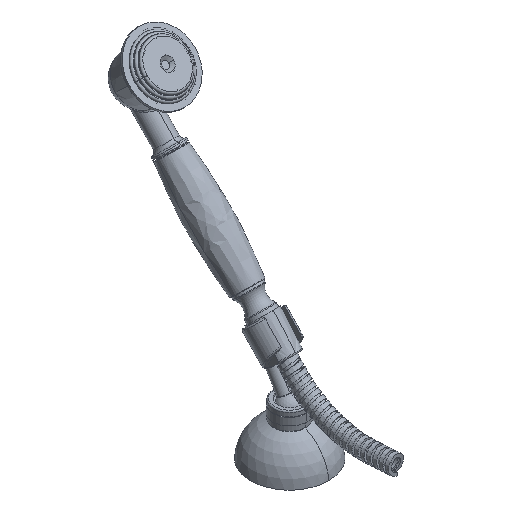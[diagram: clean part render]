
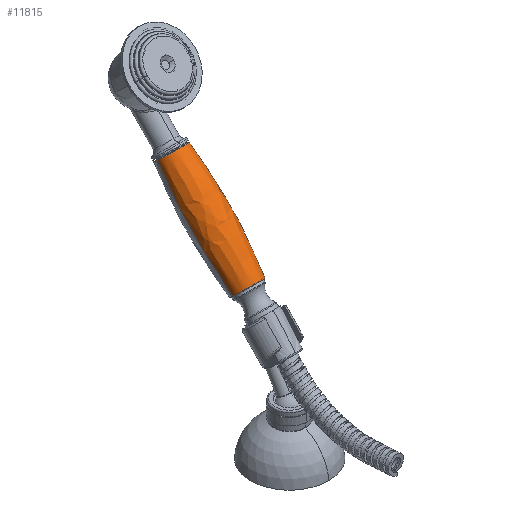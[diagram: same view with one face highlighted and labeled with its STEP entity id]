
A CAD part, isometric view. The second image highlights one B-rep face of the part: STEP entity #11815.
In plain terms, the highlighted free-form (B-spline) face has degree [3, 3] with [7, 4] control points.
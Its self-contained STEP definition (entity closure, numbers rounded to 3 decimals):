
#850=CARTESIAN_POINT('',(0.,95.088,165.983));
#851=DIRECTION('',(0.,0.688,0.725));
#852=DIRECTION('',(-1.,0.,0.));
#853=AXIS2_PLACEMENT_3D('',#850,#851,#852);
#875=CARTESIAN_POINT('',(-317.042,64.635,133.892));
#876=DIRECTION('',(0.,-0.725,0.688));
#877=DIRECTION('',(0.991,-0.092,-0.097));
#878=AXIS2_PLACEMENT_3D('',#875,#876,#877);
#880=CARTESIAN_POINT('',(317.042,64.635,133.892));
#881=DIRECTION('',(0.,0.725,-0.688));
#882=DIRECTION('',(-0.991,-0.092,-0.097));
#883=AXIS2_PLACEMENT_3D('',#880,#881,#882);
#885=CARTESIAN_POINT('',(0.,34.182,101.801));
#886=DIRECTION('',(0.,0.688,0.725));
#887=DIRECTION('',(-1.,0.,0.));
#888=AXIS2_PLACEMENT_3D('',#885,#886,#887);
#9684=CARTESIAN_POINT('',(-11.535,95.088,165.983));
#9685=CARTESIAN_POINT('',(11.535,95.088,165.983));
#9686=VERTEX_POINT('',#9684);
#9687=VERTEX_POINT('',#9685);
#9688=CARTESIAN_POINT('',(-11.535,34.182,101.801));
#9689=CARTESIAN_POINT('',(11.535,34.182,101.801));
#9690=VERTEX_POINT('',#9688);
#9691=VERTEX_POINT('',#9689);
#11779=CARTESIAN_POINT('',(11.271,96.812,166.77));
#11780=CARTESIAN_POINT('',(15.545,75.967,144.413));
#11781=CARTESIAN_POINT('',(15.545,54.721,122.025));
#11782=CARTESIAN_POINT('',(11.271,33.486,100.038));
#11783=CARTESIAN_POINT('',(11.708,91.781,171.545));
#11784=CARTESIAN_POINT('',(16.147,69.028,150.998));
#11785=CARTESIAN_POINT('',(16.147,47.782,128.61));
#11786=CARTESIAN_POINT('',(11.708,28.455,104.812));
#11787=CARTESIAN_POINT('',(6.95,88.106,175.032));
#11788=CARTESIAN_POINT('',(9.585,63.959,155.808));
#11789=CARTESIAN_POINT('',(9.585,42.714,133.419));
#11790=CARTESIAN_POINT('',(6.95,24.78,108.3));
#11791=CARTESIAN_POINT('',(0.,88.106,
175.032));
#11792=CARTESIAN_POINT('',(0.,63.959,
155.808));
#11793=CARTESIAN_POINT('',(0.,42.714,
133.419));
#11794=CARTESIAN_POINT('',(0.,24.78,
108.3));
#11795=CARTESIAN_POINT('',(-6.95,88.106,
175.032));
#11796=CARTESIAN_POINT('',(-9.585,63.959,
155.808));
#11797=CARTESIAN_POINT('',(-9.585,42.714,
133.419));
#11798=CARTESIAN_POINT('',(-6.95,24.78,
108.3));
#11799=CARTESIAN_POINT('',(-11.708,91.781,
171.545));
#11800=CARTESIAN_POINT('',(-16.147,69.028,
150.998));
#11801=CARTESIAN_POINT('',(-16.147,47.782,
128.61));
#11802=CARTESIAN_POINT('',(-11.708,28.455,
104.812));
#11803=CARTESIAN_POINT('',(-11.271,96.812,
166.77));
#11804=CARTESIAN_POINT('',(-15.545,75.967,
144.413));
#11805=CARTESIAN_POINT('',(-15.545,54.721,
122.025));
#11806=CARTESIAN_POINT('',(-11.271,33.486,
100.038));
#11807=(BOUNDED_SURFACE()B_SPLINE_SURFACE(3,3,((#11779,#11780,#11781,#11782),(
#11783,#11784,#11785,#11786),(#11787,#11788,#11789,#11790),(#11791,#11792,
#11793,#11794),(#11795,#11796,#11797,#11798),(#11799,#11800,#11801,#11802),(
#11803,#11804,#11805,#11806)),.UNSPECIFIED.,.F.,.F.,.F.)B_SPLINE_SURFACE_WITH_KNOTS((4,3,4),(4,4),(0.,1.,2.),(0.,1.),.UNSPECIFIED.)GEOMETRIC_REPRESENTATION_ITEM()RATIONAL_B_SPLINE_SURFACE(((1.193,1.185,
1.185,1.193),(0.942,0.936,
0.936,0.942),(0.942,0.936,
0.936,0.942),(1.193,1.185,
1.185,1.193),(0.942,0.936,
0.936,0.942),(0.942,0.936,
0.936,0.942),(1.193,1.185,
1.185,1.193)))REPRESENTATION_ITEM('')SURFACE());
#11808=ORIENTED_EDGE('',*,*,#11699,.T.);
#11809=ORIENTED_EDGE('',*,*,#11767,.F.);
#11811=ORIENTED_EDGE('',*,*,#11810,.F.);
#11812=ORIENTED_EDGE('',*,*,#11763,.T.);
#11813=EDGE_LOOP('',(#11808,#11809,#11811,#11812));
#11814=FACE_OUTER_BOUND('',#11813,.F.);
#11815=ADVANCED_FACE('',(#11814),#11807,.T.);
#854=CIRCLE('',#853,11.535);
#879=CIRCLE('',#878,331.542);
#884=CIRCLE('',#883,331.542);
#889=CIRCLE('',#888,11.535);
#11699=EDGE_CURVE('',#9686,#9687,#854,.T.);
#11763=EDGE_CURVE('',#9690,#9686,#884,.T.);
#11767=EDGE_CURVE('',#9691,#9687,#879,.T.);
#11810=EDGE_CURVE('',#9690,#9691,#889,.T.);
